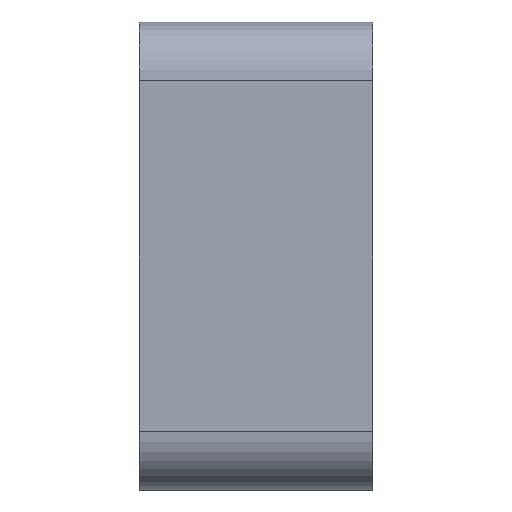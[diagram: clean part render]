
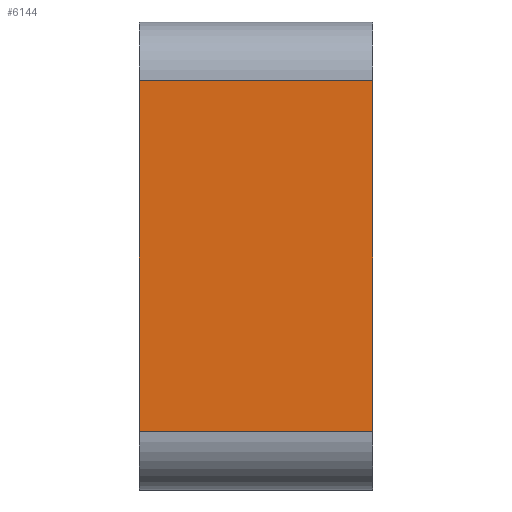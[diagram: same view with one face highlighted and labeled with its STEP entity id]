
A CAD part, left-side view. The second image highlights one B-rep face of the part: STEP entity #6144.
In plain terms, the highlighted planar face has unit normal (-1, 0, 0).
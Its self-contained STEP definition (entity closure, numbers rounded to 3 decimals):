
#1480=ORIENTED_EDGE('',*,*,#2843,.F.);
#1481=ORIENTED_EDGE('',*,*,#2611,.F.);
#1482=ORIENTED_EDGE('',*,*,#2844,.T.);
#1483=ORIENTED_EDGE('',*,*,#2631,.F.);
#2611=EDGE_CURVE('',#3477,#3478,#3988,.T.);
#2631=EDGE_CURVE('',#3492,#3493,#3998,.T.);
#2843=EDGE_CURVE('',#3478,#3492,#4165,.T.);
#2844=EDGE_CURVE('',#3477,#3493,#4166,.T.);
#3477=VERTEX_POINT('',#9489);
#3478=VERTEX_POINT('',#9491);
#3492=VERTEX_POINT('',#9525);
#3493=VERTEX_POINT('',#9527);
#3988=LINE('',#9490,#4654);
#3998=LINE('',#9526,#4664);
#4165=LINE('',#9974,#4831);
#4166=LINE('',#9975,#4832);
#4654=VECTOR('',#7495,1000.);
#4664=VECTOR('',#7527,1000.);
#4831=VECTOR('',#8054,1000.);
#4832=VECTOR('',#8055,1000.);
#5250=EDGE_LOOP('',(#1480,#1481,#1482,#1483));
#5618=FACE_BOUND('',#5250,.T.);
#5884=PLANE('',#6673);
#6144=ADVANCED_FACE('',(#5618),#5884,.T.);
#6673=AXIS2_PLACEMENT_3D('',#9973,#8052,#8053);
#7495=DIRECTION('',(0.,0.,1.));
#7527=DIRECTION('',(0.,0.,-1.));
#8052=DIRECTION('',(-1.,0.,0.));
#8053=DIRECTION('',(0.,0.,-1.));
#8054=DIRECTION('',(0.,-1.,0.));
#8055=DIRECTION('',(0.,-1.,0.));
#9489=CARTESIAN_POINT('',(-45.,10.,-12.5));
#9490=CARTESIAN_POINT('',(-45.,10.,0.));
#9491=CARTESIAN_POINT('',(-45.,10.,2.5));
#9525=CARTESIAN_POINT('',(-45.,0.,2.5));
#9526=CARTESIAN_POINT('',(-45.,0.,-5.));
#9527=CARTESIAN_POINT('',(-45.,0.,-12.5));
#9973=CARTESIAN_POINT('',(-45.,10.,-5.));
#9974=CARTESIAN_POINT('',(-45.,10.,2.5));
#9975=CARTESIAN_POINT('',(-45.,10.,-12.5));
